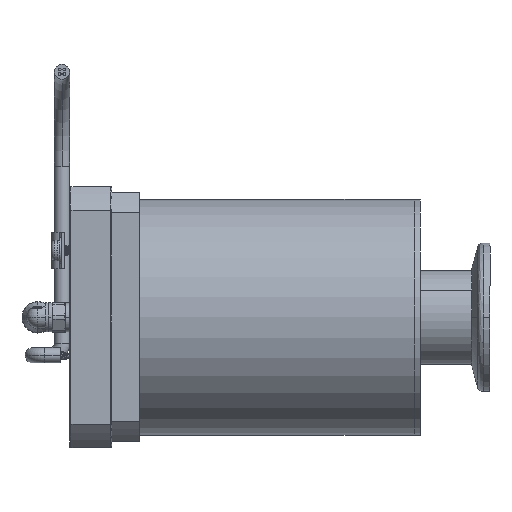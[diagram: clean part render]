
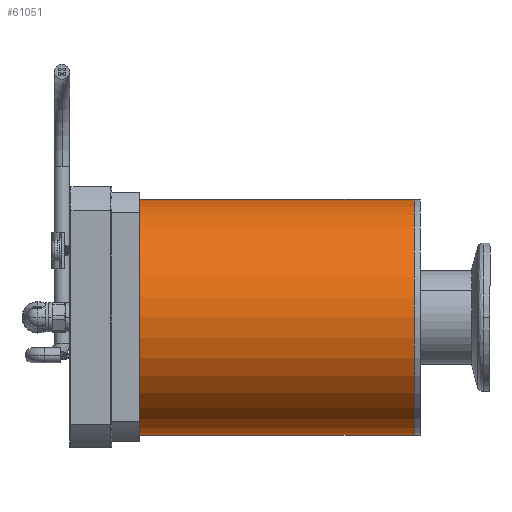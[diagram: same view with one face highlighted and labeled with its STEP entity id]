
A CAD part, left-side view. The second image highlights one B-rep face of the part: STEP entity #61051.
In plain terms, the highlighted cylindrical face has radius 31.75 mm (diameter 63.5 mm), a partial arc.
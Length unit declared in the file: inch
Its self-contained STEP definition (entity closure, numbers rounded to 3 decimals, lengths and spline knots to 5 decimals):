
#4 = VERTEX_POINT ( 'NONE', #1579 ) ;
#1579 = CARTESIAN_POINT ( 'NONE',  ( 0., -0.17906, -1.25 ) ) ;
#4726 = CARTESIAN_POINT ( 'NONE',  ( 0., 2.79594, 0. ) ) ;
#8686 = CARTESIAN_POINT ( 'NONE',  ( 0., -0.17906, 1.25 ) ) ;
#10535 = EDGE_CURVE ( 'NONE', #15415, #67937, #53169, .T. ) ;
#11358 = FACE_OUTER_BOUND ( 'NONE', #30630, .T. ) ;
#11397 = CARTESIAN_POINT ( 'NONE',  ( 0., 2.79594, 1.25 ) ) ;
#11826 = DIRECTION ( 'NONE',  ( 0., 1., 0. ) ) ;
#11838 = CARTESIAN_POINT ( 'NONE',  ( 0., 2.79594, 1.25 ) ) ;
#12472 = CARTESIAN_POINT ( 'NONE',  ( 0., -0.17906, 0. ) ) ;
#14196 = EDGE_CURVE ( 'NONE', #4, #24896, #78810, .T. ) ;
#15415 = VERTEX_POINT ( 'NONE', #28255 ) ;
#17842 = AXIS2_PLACEMENT_3D ( 'NONE', #4726, #77535, #45105 ) ;
#18033 = LINE ( 'NONE', #11838, #39503 ) ;
#20417 = DIRECTION ( 'NONE',  ( 0., 1., 0. ) ) ;
#24704 = DIRECTION ( 'NONE',  ( 0., -1., 0. ) ) ;
#24896 = VERTEX_POINT ( 'NONE', #8686 ) ;
#26197 = CARTESIAN_POINT ( 'NONE',  ( 0., 2.79594, -1.25 ) ) ;
#26625 = LINE ( 'NONE', #26197, #39381 ) ;
#28255 = CARTESIAN_POINT ( 'NONE',  ( 0., 2.79594, -1.25 ) ) ;
#30630 = EDGE_LOOP ( 'NONE', ( #40752, #83751, #58238, #60449 ) ) ;
#32264 = DIRECTION ( 'NONE',  ( 0., 0., 1. ) ) ;
#37589 = AXIS2_PLACEMENT_3D ( 'NONE', #78459, #11826, #32264 ) ;
#37997 = CYLINDRICAL_SURFACE ( 'NONE', #17842, 1.25 ) ;
#39381 = VECTOR ( 'NONE', #53719, 39.37008 ) ;
#39503 = VECTOR ( 'NONE', #24704, 39.37008 ) ;
#40488 = AXIS2_PLACEMENT_3D ( 'NONE', #12472, #20417, #66620 ) ;
#40752 = ORIENTED_EDGE ( 'NONE', *, *, #48252, .F. ) ;
#45105 = DIRECTION ( 'NONE',  ( 0., 0., -1. ) ) ;
#45273 = EDGE_CURVE ( 'NONE', #15415, #4, #26625, .T. ) ;
#48252 = EDGE_CURVE ( 'NONE', #67937, #24896, #18033, .T. ) ;
#53169 = CIRCLE ( 'NONE', #37589, 1.25 ) ;
#53719 = DIRECTION ( 'NONE',  ( 0., -1., 0. ) ) ;
#58238 = ORIENTED_EDGE ( 'NONE', *, *, #45273, .T. ) ;
#60449 = ORIENTED_EDGE ( 'NONE', *, *, #14196, .T. ) ;
#61051 = ADVANCED_FACE ( 'NONE', ( #11358 ), #37997, .T. ) ;
#66620 = DIRECTION ( 'NONE',  ( 0., 0., 1. ) ) ;
#67937 = VERTEX_POINT ( 'NONE', #11397 ) ;
#77535 = DIRECTION ( 'NONE',  ( 0., -1., 0. ) ) ;
#78459 = CARTESIAN_POINT ( 'NONE',  ( 0., 2.79594, 0. ) ) ;
#78810 = CIRCLE ( 'NONE', #40488, 1.25 ) ;
#83751 = ORIENTED_EDGE ( 'NONE', *, *, #10535, .F. ) ;
